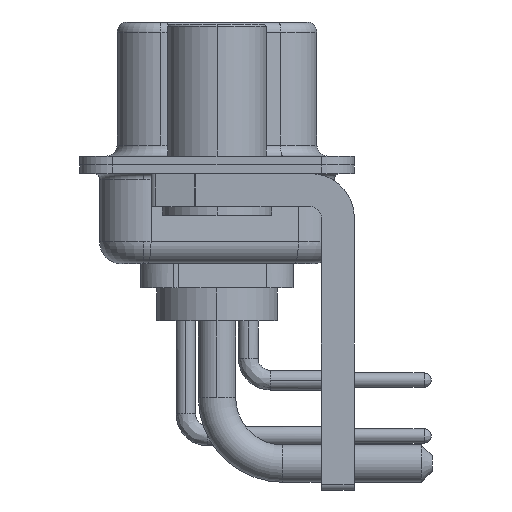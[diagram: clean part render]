
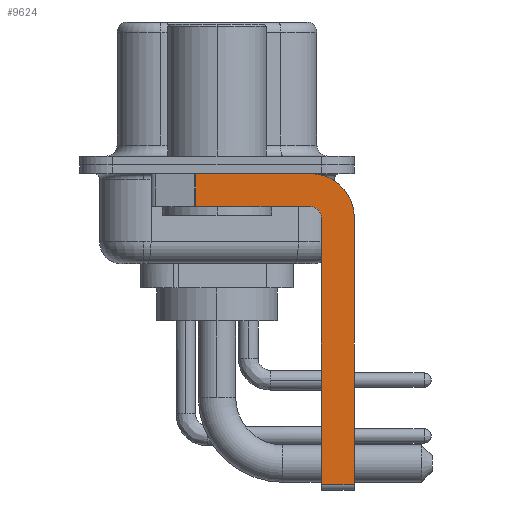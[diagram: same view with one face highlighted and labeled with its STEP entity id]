
A CAD part, left-side view. The second image highlights one B-rep face of the part: STEP entity #9624.
In plain terms, the highlighted planar face has unit normal (-1, 0, 0).
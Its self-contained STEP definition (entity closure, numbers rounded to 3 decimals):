
#117 = EDGE_CURVE ( 'NONE', #14421, #8053, #11377, .T. ) ;
#118 = ORIENTED_EDGE ( 'NONE', *, *, #117, .F. ) ;
#371 = AXIS2_PLACEMENT_3D ( 'NONE', #13993, #11638, #25269 ) ;
#1521 = ORIENTED_EDGE ( 'NONE', *, *, #4768, .T. ) ;
#2037 = DIRECTION ( 'NONE',  ( 0., 0., 1. ) ) ;
#2356 = VERTEX_POINT ( 'NONE', #7361 ) ;
#2553 = VERTEX_POINT ( 'NONE', #28249 ) ;
#2703 = DIRECTION ( 'NONE',  ( 0., -1., 0. ) ) ;
#2929 = EDGE_CURVE ( 'NONE', #7341, #19326, #19044, .T. ) ;
#2945 = ORIENTED_EDGE ( 'NONE', *, *, #14094, .T. ) ;
#4344 = VECTOR ( 'NONE', #2703, 1000. ) ;
#4570 = EDGE_CURVE ( 'NONE', #10543, #2553, #21634, .T. ) ;
#4694 = DIRECTION ( 'NONE',  ( 0., 0., -1. ) ) ;
#4768 = EDGE_CURVE ( 'NONE', #7341, #2553, #18341, .T. ) ;
#5002 = DIRECTION ( 'NONE',  ( 0., 0., -1. ) ) ;
#5129 = CARTESIAN_POINT ( 'NONE',  ( -2.9, 0.978, -0.4 ) ) ;
#5306 = VECTOR ( 'NONE', #14438, 1000. ) ;
#5918 = CARTESIAN_POINT ( 'NONE',  ( -2.9, -4.25, -1.9 ) ) ;
#6398 = VECTOR ( 'NONE', #4694, 1000. ) ;
#6568 = DIRECTION ( 'NONE',  ( 0., 0., -1. ) ) ;
#7341 = VERTEX_POINT ( 'NONE', #5129 ) ;
#7361 = CARTESIAN_POINT ( 'NONE',  ( -2.9, -6.25, -2.4 ) ) ;
#8053 = VERTEX_POINT ( 'NONE', #19487 ) ;
#8367 = ORIENTED_EDGE ( 'NONE', *, *, #20595, .F. ) ;
#8634 = CARTESIAN_POINT ( 'NONE',  ( -2.9, -4.75, -14.55 ) ) ;
#8851 = VECTOR ( 'NONE', #2037, 1000. ) ;
#9151 = CARTESIAN_POINT ( 'NONE',  ( -2.9, -4.75, -14.8 ) ) ;
#9622 = CARTESIAN_POINT ( 'NONE',  ( -2.9, -4.25, -1.9 ) ) ;
#9624 = ADVANCED_FACE ( 'NONE', ( #18300 ), #12491, .F. ) ;
#10129 = CARTESIAN_POINT ( 'NONE',  ( -2.9, -6.25, -14.55 ) ) ;
#10543 = VERTEX_POINT ( 'NONE', #9622 ) ;
#11335 = AXIS2_PLACEMENT_3D ( 'NONE', #26770, #15216, #19675 ) ;
#11377 = LINE ( 'NONE', #9151, #8851 ) ;
#11379 = ORIENTED_EDGE ( 'NONE', *, *, #29176, .F. ) ;
#11638 = DIRECTION ( 'NONE',  ( 1., 0., 0. ) ) ;
#11832 = CIRCLE ( 'NONE', #11335, 0.5 ) ;
#12369 = CARTESIAN_POINT ( 'NONE',  ( -2.9, 3., -0.4 ) ) ;
#12491 = PLANE ( 'NONE',  #371 ) ;
#13467 = CARTESIAN_POINT ( 'NONE',  ( -2.9, 0.978, -1.9 ) ) ;
#13993 = CARTESIAN_POINT ( 'NONE',  ( -2.9, -4.25, -2.4 ) ) ;
#14054 = AXIS2_PLACEMENT_3D ( 'NONE', #26867, #24810, #6568 ) ;
#14094 = EDGE_CURVE ( 'NONE', #14421, #28505, #15920, .T. ) ;
#14421 = VERTEX_POINT ( 'NONE', #8634 ) ;
#14438 = DIRECTION ( 'NONE',  ( 0., -1., 0. ) ) ;
#14684 = ORIENTED_EDGE ( 'NONE', *, *, #25075, .F. ) ;
#15216 = DIRECTION ( 'NONE',  ( -1., 0., 0. ) ) ;
#15920 = LINE ( 'NONE', #27324, #4344 ) ;
#16282 = CARTESIAN_POINT ( 'NONE',  ( -2.9, -6.25, -2.4 ) ) ;
#18068 = CARTESIAN_POINT ( 'NONE',  ( -2.9, -4.25, -0.4 ) ) ;
#18300 = FACE_OUTER_BOUND ( 'NONE', #18308, .T. ) ;
#18308 = EDGE_LOOP ( 'NONE', ( #29184, #1521, #26989, #11379, #118, #2945, #8367, #14684 ) ) ;
#18341 = LINE ( 'NONE', #13467, #6398 ) ;
#19044 = LINE ( 'NONE', #12369, #5306 ) ;
#19326 = VERTEX_POINT ( 'NONE', #18068 ) ;
#19487 = CARTESIAN_POINT ( 'NONE',  ( -2.9, -4.75, -2.4 ) ) ;
#19675 = DIRECTION ( 'NONE',  ( 0., 0., 1. ) ) ;
#20595 = EDGE_CURVE ( 'NONE', #2356, #28505, #25324, .T. ) ;
#21634 = LINE ( 'NONE', #5918, #21958 ) ;
#21958 = VECTOR ( 'NONE', #24153, 1000. ) ;
#21982 = VECTOR ( 'NONE', #5002, 1000. ) ;
#24153 = DIRECTION ( 'NONE',  ( 0., 1., 0. ) ) ;
#24810 = DIRECTION ( 'NONE',  ( 1., 0., 0. ) ) ;
#25075 = EDGE_CURVE ( 'NONE', #19326, #2356, #26832, .T. ) ;
#25269 = DIRECTION ( 'NONE',  ( 0., 0., -1. ) ) ;
#25324 = LINE ( 'NONE', #16282, #21982 ) ;
#26770 = CARTESIAN_POINT ( 'NONE',  ( -2.9, -4.25, -2.4 ) ) ;
#26832 = CIRCLE ( 'NONE', #14054, 2. ) ;
#26867 = CARTESIAN_POINT ( 'NONE',  ( -2.9, -4.25, -2.4 ) ) ;
#26989 = ORIENTED_EDGE ( 'NONE', *, *, #4570, .F. ) ;
#27324 = CARTESIAN_POINT ( 'NONE',  ( -2.9, -4.25, -14.55 ) ) ;
#28249 = CARTESIAN_POINT ( 'NONE',  ( -2.9, 0.978, -1.9 ) ) ;
#28505 = VERTEX_POINT ( 'NONE', #10129 ) ;
#29176 = EDGE_CURVE ( 'NONE', #8053, #10543, #11832, .T. ) ;
#29184 = ORIENTED_EDGE ( 'NONE', *, *, #2929, .F. ) ;
